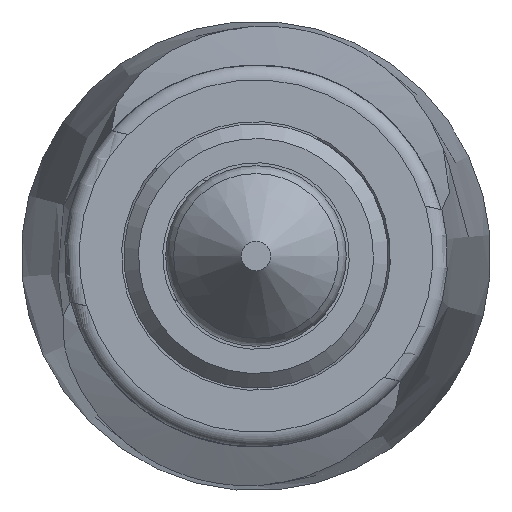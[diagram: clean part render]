
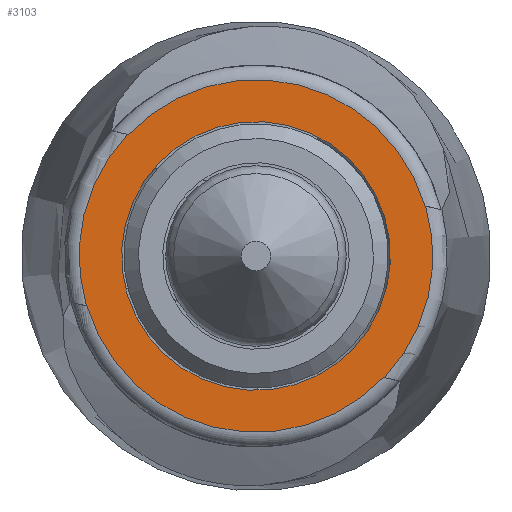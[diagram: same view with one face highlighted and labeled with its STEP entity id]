
A CAD part, left-side view. The second image highlights one B-rep face of the part: STEP entity #3103.
In plain terms, the highlighted planar face has unit normal (-1, 0, 0).
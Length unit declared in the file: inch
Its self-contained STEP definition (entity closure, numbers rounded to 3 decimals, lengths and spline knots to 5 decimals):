
#211=LINE('',#6329,#447);
#212=LINE('',#6333,#448);
#213=LINE('',#6337,#449);
#214=LINE('',#6340,#450);
#447=VECTOR('',#4039,0.00101);
#448=VECTOR('',#4042,0.00101);
#449=VECTOR('',#4045,0.00101);
#450=VECTOR('',#4048,0.00101);
#679=PLANE('',#3363);
#729=FACE_BOUND('',#985,.T.);
#846=FACE_OUTER_BOUND('',#984,.T.);
#984=EDGE_LOOP('',(#2691,#2692,#2693,#2694,#2695,#2696,#2697,#2698));
#985=EDGE_LOOP('',(#2699));
#1121=CIRCLE('',#3362,0.23709);
#1122=CIRCLE('',#3364,0.23622);
#1123=CIRCLE('',#3365,0.23709);
#1124=CIRCLE('',#3366,0.23622);
#1125=CIRCLE('',#3367,0.18012);
#1502=VERTEX_POINT('',#6300);
#1503=VERTEX_POINT('',#6313);
#1504=VERTEX_POINT('',#6328);
#1505=VERTEX_POINT('',#6330);
#1506=VERTEX_POINT('',#6332);
#1507=VERTEX_POINT('',#6334);
#1508=VERTEX_POINT('',#6336);
#1509=VERTEX_POINT('',#6338);
#1510=VERTEX_POINT('',#6341);
#2030=EDGE_CURVE('',#1503,#1502,#1121,.T.);
#2031=EDGE_CURVE('',#1504,#1503,#211,.T.);
#2032=EDGE_CURVE('',#1505,#1504,#1122,.T.);
#2033=EDGE_CURVE('',#1506,#1505,#212,.T.);
#2034=EDGE_CURVE('',#1507,#1506,#1123,.T.);
#2035=EDGE_CURVE('',#1508,#1507,#213,.T.);
#2036=EDGE_CURVE('',#1509,#1508,#1124,.T.);
#2037=EDGE_CURVE('',#1502,#1509,#214,.T.);
#2038=EDGE_CURVE('',#1510,#1510,#1125,.T.);
#2691=ORIENTED_EDGE('',*,*,#2030,.F.);
#2692=ORIENTED_EDGE('',*,*,#2031,.F.);
#2693=ORIENTED_EDGE('',*,*,#2032,.F.);
#2694=ORIENTED_EDGE('',*,*,#2033,.F.);
#2695=ORIENTED_EDGE('',*,*,#2034,.F.);
#2696=ORIENTED_EDGE('',*,*,#2035,.F.);
#2697=ORIENTED_EDGE('',*,*,#2036,.F.);
#2698=ORIENTED_EDGE('',*,*,#2037,.F.);
#2699=ORIENTED_EDGE('',*,*,#2038,.T.);
#3103=ADVANCED_FACE('',(#846,#729),#679,.T.);
#3362=AXIS2_PLACEMENT_3D('',#6326,#4035,#4036);
#3363=AXIS2_PLACEMENT_3D('',#6327,#4037,#4038);
#3364=AXIS2_PLACEMENT_3D('',#6331,#4040,#4041);
#3365=AXIS2_PLACEMENT_3D('',#6335,#4043,#4044);
#3366=AXIS2_PLACEMENT_3D('',#6339,#4046,#4047);
#3367=AXIS2_PLACEMENT_3D('',#6342,#4049,#4050);
#4035=DIRECTION('center_axis',(1.,0.,0.));
#4036=DIRECTION('ref_axis',(0.,0.972,0.234));
#4037=DIRECTION('center_axis',(-1.,0.,0.));
#4038=DIRECTION('ref_axis',(0.,0.972,0.234));
#4039=DIRECTION('',(0.,0.972,0.234));
#4040=DIRECTION('center_axis',(1.,0.,0.));
#4041=DIRECTION('ref_axis',(0.,0.234,-0.972));
#4042=DIRECTION('',(0.,0.972,0.234));
#4043=DIRECTION('center_axis',(1.,0.,0.));
#4044=DIRECTION('ref_axis',(0.,-0.972,-0.234));
#4045=DIRECTION('',(0.,-0.972,-0.234));
#4046=DIRECTION('center_axis',(1.,0.,0.));
#4047=DIRECTION('ref_axis',(0.,-0.234,0.972));
#4048=DIRECTION('',(0.,-0.972,-0.234));
#4049=DIRECTION('center_axis',(1.,0.,0.));
#4050=DIRECTION('ref_axis',(0.,-0.234,0.972));
#6300=CARTESIAN_POINT('',(0.99803,0.17231,0.16285));
#6313=CARTESIAN_POINT('',(0.99803,0.22748,-0.06684));
#6326=CARTESIAN_POINT('Origin',(0.99803,0.,
0.));
#6327=CARTESIAN_POINT('Origin',(0.99803,0.02988,-0.12441));
#6328=CARTESIAN_POINT('',(0.99803,0.2265,-0.06707));
#6329=CARTESIAN_POINT('',(0.99803,0.02758,-0.11484));
#6330=CARTESIAN_POINT('',(0.99803,-0.17133,-0.16262));
#6331=CARTESIAN_POINT('Origin',(0.99803,0.,
0.));
#6332=CARTESIAN_POINT('',(0.99803,-0.17231,-0.16285));
#6333=CARTESIAN_POINT('',(0.99803,0.02758,-0.11484));
#6334=CARTESIAN_POINT('',(0.99803,-0.22748,0.06684));
#6335=CARTESIAN_POINT('Origin',(0.99803,0.,
0.));
#6336=CARTESIAN_POINT('',(0.99803,-0.2265,0.06707));
#6337=CARTESIAN_POINT('',(0.99803,-0.02758,0.11484));
#6338=CARTESIAN_POINT('',(0.99803,0.17133,0.16262));
#6339=CARTESIAN_POINT('Origin',(0.99803,0.,
0.));
#6340=CARTESIAN_POINT('',(0.99803,-0.02758,0.11484));
#6341=CARTESIAN_POINT('',(0.99803,0.04206,-0.17514));
#6342=CARTESIAN_POINT('Origin',(0.99803,0.,
0.));
